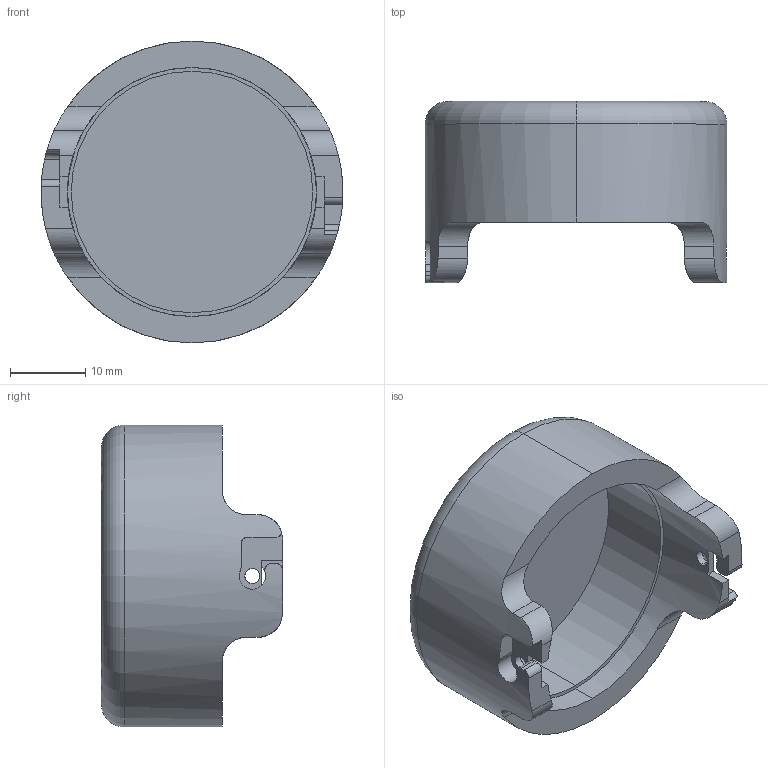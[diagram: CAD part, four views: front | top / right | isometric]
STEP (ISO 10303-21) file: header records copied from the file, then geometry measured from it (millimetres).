
FILE_DESCRIPTION (( 'STEP AP214' ), '1' );
FILE_NAME ('Empty_Cover_SensorBase.STEP', '2025-05-09T18:20:41', ( '' ), ( '' ), 'SwSTEP 2.0', 'SolidWorks 2021', '' );
FILE_SCHEMA (( 'AUTOMOTIVE_DESIGN' ));
Length unit declared in the file: millimetre
Products named in the file (1): Empty_Cover_SensorBase
Bounding box: 40 x 24 x 40 mm (x, y, z)
Volume: 10030.6 mm3; surface area: 6366.4 mm2
Topology: 1 solids, 1 shells, 61 faces, 170 edges, 112 vertices
Faces by surface type: cylinder 30, plane 29, torus 2
Entity records: 2384 total; most frequent: CARTESIAN_POINT 788, ORIENTED_EDGE 340, DIRECTION 312, EDGE_CURVE 170, VERTEX_POINT 112, AXIS2_PLACEMENT_3D 112, LINE 88, VECTOR 88
